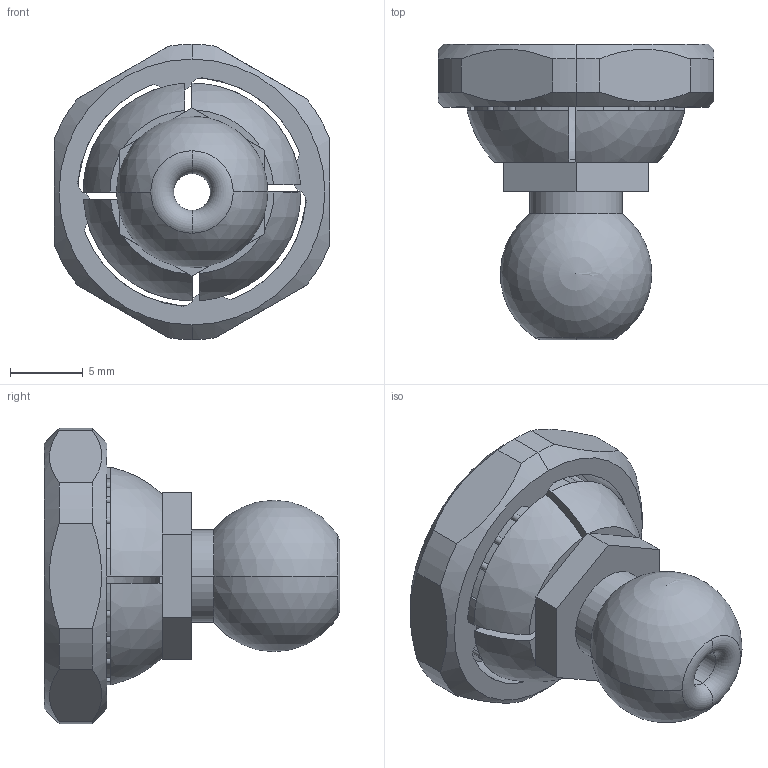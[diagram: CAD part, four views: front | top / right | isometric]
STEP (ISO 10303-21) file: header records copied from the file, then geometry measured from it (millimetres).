
FILE_DESCRIPTION (( 'STEP AP214' ), '1' );
FILE_NAME ('ball and socket joint.STEP', '2016-12-10T02:15:31', ( '' ), ( '' ), 'SwSTEP 2.0', 'SolidWorks 2015', '' );
FILE_SCHEMA (( 'AUTOMOTIVE_DESIGN' ));
Length unit declared in the file: inch
Products named in the file (1): ball and socket joint
Bounding box: 19 x 20.34 x 20.34 mm (x, y, z)
Volume: 1853 mm3; surface area: 2133.4 mm2
Topology: 2 solids, 2 shells, 157 faces, 439 edges, 281 vertices
Faces by surface type: plane 71, cylinder 66, sphere 10, cone 8, torus 2
Entity records: 5165 total; most frequent: CARTESIAN_POINT 1008, DIRECTION 920, ORIENTED_EDGE 860, EDGE_CURVE 430, AXIS2_PLACEMENT_3D 364, VERTEX_POINT 276, CIRCLE 206, VECTOR 192
